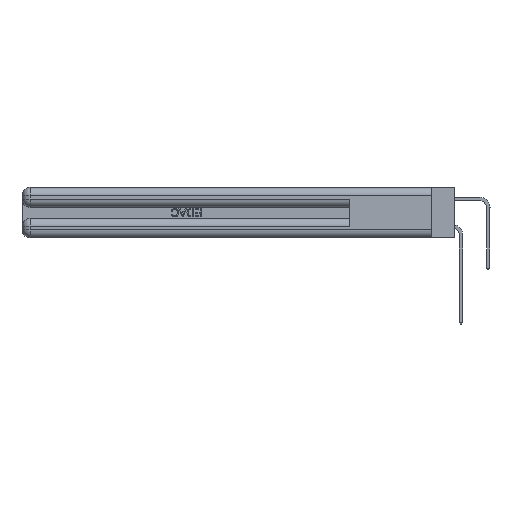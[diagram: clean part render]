
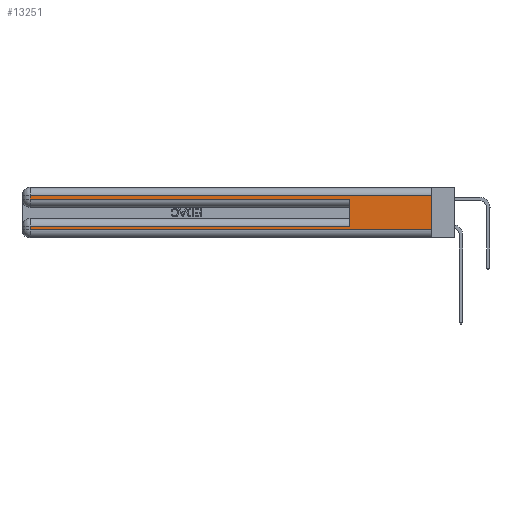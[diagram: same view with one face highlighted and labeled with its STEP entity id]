
A CAD part, left-side view. The second image highlights one B-rep face of the part: STEP entity #13251.
In plain terms, the highlighted planar face has unit normal (-1, 0, 0).
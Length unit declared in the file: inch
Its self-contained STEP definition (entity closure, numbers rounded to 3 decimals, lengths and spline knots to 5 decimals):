
#193 = ORIENTED_EDGE ( 'NONE', *, *, #6822, .T. ) ;
#611 = VECTOR ( 'NONE', #2214, 39.37008 ) ;
#1241 = EDGE_CURVE ( 'NONE', #20670, #14582, #49020, .T. ) ;
#2025 = CARTESIAN_POINT ( 'NONE',  ( 0., 0., 0.31 ) ) ;
#2214 = DIRECTION ( 'NONE',  ( 0., 0., 1. ) ) ;
#2522 = CARTESIAN_POINT ( 'NONE',  ( 0., 2.94, 0.37 ) ) ;
#2786 = CARTESIAN_POINT ( 'NONE',  ( 0., 0.6, 0.285 ) ) ;
#3569 = DIRECTION ( 'NONE',  ( 0., 0., -1. ) ) ;
#3629 = DIRECTION ( 'NONE',  ( 0., 1., 0. ) ) ;
#4973 = VECTOR ( 'NONE', #46832, 39.37008 ) ;
#6342 = DIRECTION ( 'NONE',  ( 0., 0., -1. ) ) ;
#6822 = EDGE_CURVE ( 'NONE', #36585, #15856, #35636, .T. ) ;
#6974 = VECTOR ( 'NONE', #3629, 39.37008 ) ;
#7036 = EDGE_CURVE ( 'NONE', #43926, #36585, #27222, .T. ) ;
#7773 = DIRECTION ( 'NONE',  ( 0., 1., 0. ) ) ;
#9330 = ORIENTED_EDGE ( 'NONE', *, *, #19450, .T. ) ;
#9408 = EDGE_CURVE ( 'NONE', #28104, #18527, #22306, .T. ) ;
#11144 = CARTESIAN_POINT ( 'NONE',  ( 0., 0.6, 0.085 ) ) ;
#12505 = LINE ( 'NONE', #37355, #17926 ) ;
#12868 = CARTESIAN_POINT ( 'NONE',  ( 0., 0., 0.06 ) ) ;
#12924 = FACE_OUTER_BOUND ( 'NONE', #40891, .T. ) ;
#13251 = ADVANCED_FACE ( 'NONE', ( #12924 ), #49519, .F. ) ;
#13432 = ORIENTED_EDGE ( 'NONE', *, *, #1241, .T. ) ;
#13721 = CARTESIAN_POINT ( 'NONE',  ( 0., 0., 0.37 ) ) ;
#14496 = EDGE_CURVE ( 'NONE', #47891, #18527, #40537, .T. ) ;
#14582 = VERTEX_POINT ( 'NONE', #33448 ) ;
#15856 = VERTEX_POINT ( 'NONE', #2786 ) ;
#16745 = DIRECTION ( 'NONE',  ( 0., -1., 0. ) ) ;
#17601 = DIRECTION ( 'NONE',  ( 0., 0., -1. ) ) ;
#17926 = VECTOR ( 'NONE', #29633, 39.37008 ) ;
#18392 = ORIENTED_EDGE ( 'NONE', *, *, #38028, .T. ) ;
#18527 = VERTEX_POINT ( 'NONE', #28720 ) ;
#18845 = CARTESIAN_POINT ( 'NONE',  ( 0., 0., 0.085 ) ) ;
#19450 = EDGE_CURVE ( 'NONE', #47891, #43926, #34970, .T. ) ;
#20049 = VECTOR ( 'NONE', #17601, 39.37008 ) ;
#20410 = EDGE_CURVE ( 'NONE', #20670, #15856, #31264, .T. ) ;
#20670 = VERTEX_POINT ( 'NONE', #11144 ) ;
#22306 = LINE ( 'NONE', #12868, #41593 ) ;
#23537 = VECTOR ( 'NONE', #7773, 39.37008 ) ;
#25999 = VECTOR ( 'NONE', #6342, 39.37008 ) ;
#26600 = DIRECTION ( 'NONE',  ( 1., 0., 0. ) ) ;
#26994 = CARTESIAN_POINT ( 'NONE',  ( 0., 0., 0.31 ) ) ;
#27222 = LINE ( 'NONE', #2522, #25999 ) ;
#27735 = CARTESIAN_POINT ( 'NONE',  ( 0., 0., 0.285 ) ) ;
#28104 = VERTEX_POINT ( 'NONE', #47900 ) ;
#28720 = CARTESIAN_POINT ( 'NONE',  ( 0., 0., 0.06 ) ) ;
#29633 = DIRECTION ( 'NONE',  ( 0., 0., -1. ) ) ;
#30312 = ORIENTED_EDGE ( 'NONE', *, *, #14496, .F. ) ;
#31264 = LINE ( 'NONE', #48155, #611 ) ;
#33448 = CARTESIAN_POINT ( 'NONE',  ( 0., 2.94, 0.085 ) ) ;
#33940 = ORIENTED_EDGE ( 'NONE', *, *, #9408, .T. ) ;
#34970 = LINE ( 'NONE', #26994, #23537 ) ;
#35636 = LINE ( 'NONE', #27735, #4973 ) ;
#36585 = VERTEX_POINT ( 'NONE', #39654 ) ;
#37355 = CARTESIAN_POINT ( 'NONE',  ( 0., 2.94, 0.37 ) ) ;
#38000 = CARTESIAN_POINT ( 'NONE',  ( 0., 0., 0.37 ) ) ;
#38028 = EDGE_CURVE ( 'NONE', #14582, #28104, #12505, .T. ) ;
#39654 = CARTESIAN_POINT ( 'NONE',  ( 0., 2.94, 0.285 ) ) ;
#40073 = ORIENTED_EDGE ( 'NONE', *, *, #20410, .F. ) ;
#40537 = LINE ( 'NONE', #13721, #20049 ) ;
#40891 = EDGE_LOOP ( 'NONE', ( #30312, #9330, #43962, #193, #40073, #13432, #18392, #33940 ) ) ;
#41593 = VECTOR ( 'NONE', #16745, 39.37008 ) ;
#43839 = AXIS2_PLACEMENT_3D ( 'NONE', #38000, #26600, #3569 ) ;
#43926 = VERTEX_POINT ( 'NONE', #49527 ) ;
#43962 = ORIENTED_EDGE ( 'NONE', *, *, #7036, .T. ) ;
#46832 = DIRECTION ( 'NONE',  ( 0., -1., 0. ) ) ;
#47891 = VERTEX_POINT ( 'NONE', #2025 ) ;
#47900 = CARTESIAN_POINT ( 'NONE',  ( 0., 2.94, 0.06 ) ) ;
#48155 = CARTESIAN_POINT ( 'NONE',  ( 0., 0.6, 0.145 ) ) ;
#49020 = LINE ( 'NONE', #18845, #6974 ) ;
#49519 = PLANE ( 'NONE',  #43839 ) ;
#49527 = CARTESIAN_POINT ( 'NONE',  ( 0., 2.94, 0.31 ) ) ;
